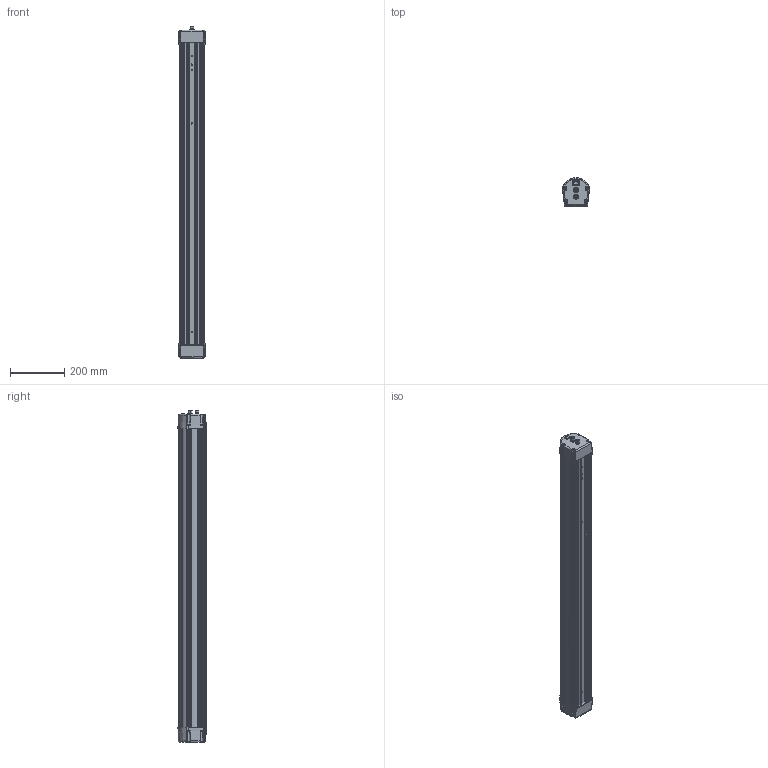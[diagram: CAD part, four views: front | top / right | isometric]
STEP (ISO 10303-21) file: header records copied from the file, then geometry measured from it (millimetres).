
FILE_DESCRIPTION((''),'2;1');
FILE_NAME('183606_ASM','2014-11-03T',('pdmadmin'),(''),'PRO/ENGINEER BY PARAMETRIC TECHNOLOGY CORPORATION, 2013230','PRO/ENGINEER BY PARAMETRIC TECHNOLOGY CORPORATION, 2013230','');
FILE_SCHEMA(('CONFIG_CONTROL_DESIGN'));
Length unit declared in the file: millimetre
Products named in the file (43): 180774; DOLSON_180771; 181407A; WIR22A; 0805C; SMC; 1210; SMA2; SOD123W; 0805; ST363A; 0603; 0603C; HTSSOP16; SOD123; 1206C; 0603F; DPAK; SMINDD; 1206; 2010; PDI123; SOT23; 181407A_ASM; 180777; 180775; 180776; 182592; 176197; 176108; CANAL_MR2-131C__-N__1-10NC; 130487; 183113; 184273; 182764; SMLED3030ALT; TVS2_1; 0603_ALT; SP75197; WIRE16 ...
Assembly tree (306 placements, depth 3):
  183606_ASM
    180774
    DOLSON_180771
    181407A_ASM
      181407A
      WIR22A  x9
      0805C  x7
      SMC  x2
      1210  x3
      SMA2
      SOD123W  x2
      0805  x8
      ST363A
      0603  x8
      0603C
      HTSSOP16
      SOD123
      1206C  x5
      0603F
      DPAK
      SMINDD
      1206
      2010  x2
      PDI123
      SOT23
    180777
    180775
    180776
    182592
    176197
    176108
    CANAL_MR2-131C__-N__1-10NC
    130487
    183113  x8
    184273
    182764_ASM  x2
      182764
      0603
      SMLED3030ALT
      SOT23
      1206
      TVS2_1
      0805
      0603_ALT
      SMA2
      SP75197
      WIRE16
    176897  x2
Bounding box: 97.38 x 103.89 x 1219.57 mm (x, y, z)
Volume: 1637283.1 mm3; surface area: 1568658.9 mm2
Topology: 519 solids, 528 shells, 12576 faces, 34082 edges, 22733 vertices
Faces by surface type: plane 8670, cylinder 2845, bspline 605, cone 252, torus 160, sphere 36, extrusion 8
Entity records: 129841 total; most frequent: CARTESIAN_POINT 47846, ORIENTED_EDGE 16891, DIRECTION 16450, EDGE_CURVE 8656, AXIS2_PLACEMENT_3D 5715, VERTEX_POINT 5604, VECTOR 5020, LINE 5012
